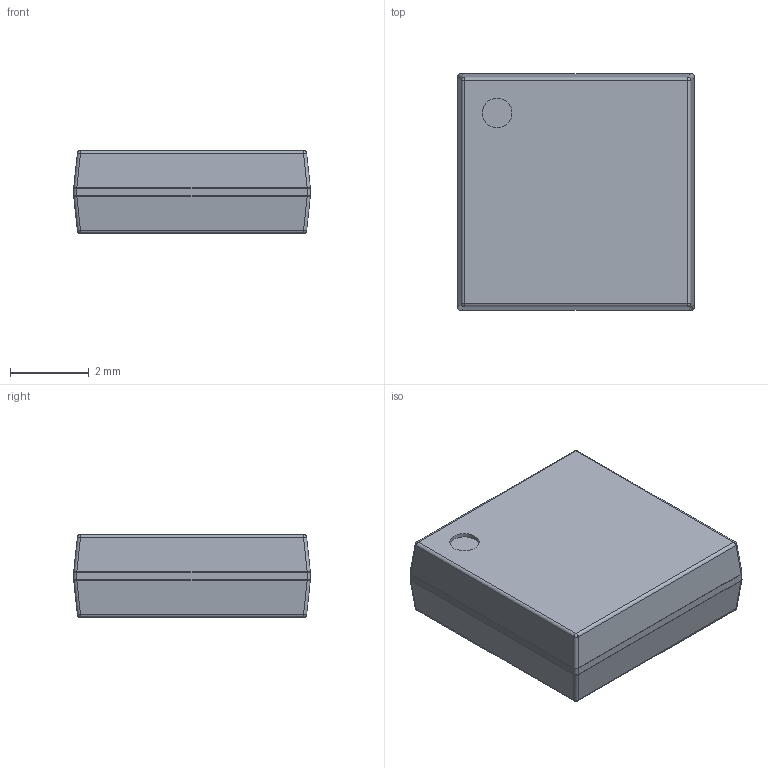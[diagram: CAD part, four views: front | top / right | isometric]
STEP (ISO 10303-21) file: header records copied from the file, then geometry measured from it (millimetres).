
FILE_DESCRIPTION(('Open CASCADE Model'),'2;1');
FILE_NAME('Open CASCADE Shape Model','2023-02-07T23:27:45',('Author'),( 'Open CASCADE'),'Open CASCADE STEP processor 7.5','Open CASCADE 7.5' ,'Unknown');
FILE_SCHEMA(('AUTOMOTIVE_DESIGN { 1 0 10303 214 1 1 1 1 }'));
Length unit declared in the file: millimetre
Products named in the file (4): PLCC127P600X600X220-14N.step; Open CASCADE STEP translator 7.5 1.1; Body; Open CASCADE STEP translator 7.5 1.2.1
Assembly tree (3 placements, depth 3):
  PLCC127P600X600X220-14N.step
    Open CASCADE STEP translator 7.5 1.1
    Body
      Open CASCADE STEP translator 7.5 1.2.1
Bounding box: 6 x 6 x 2.1 mm (x, y, z)
Volume: 73.2 mm3; surface area: 116.3 mm2
Topology: 1 solids, 2 shells, 61 faces, 124 edges, 59 vertices
Faces by surface type: cylinder 29, plane 16, bspline 8, sphere 8
Full cylindrical faces by diameter (mm): 0.75 x1
Entity records: 4372 total; most frequent: CARTESIAN_POINT 1999, DIRECTION 416, LINE 245, VECTOR 245, ORIENTED_EDGE 231, PCURVE 231, DEFINITIONAL_REPRESENTATION 231, EDGE_CURVE 116
